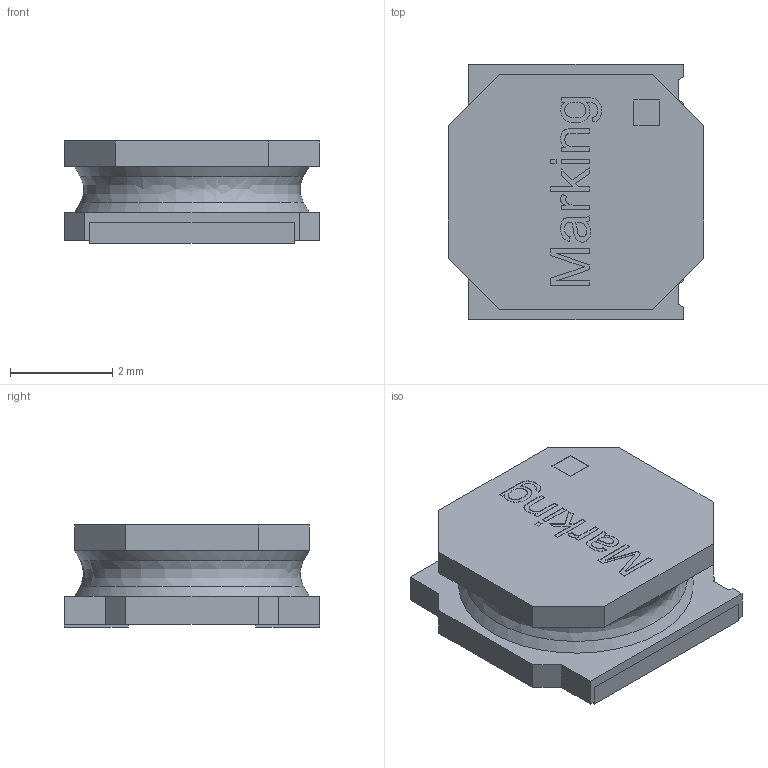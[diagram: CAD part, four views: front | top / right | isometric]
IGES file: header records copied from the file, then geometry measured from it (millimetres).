
Start section: C
Global section: file name: SWPA_5020S.igs; native system: By Siemens PLM Incorporated; preprocessor: XPlus GENERIC/IGES 17.0.49; author: Author; organization: Title; date: 20151117.160601; units: millimetre
Bounding box: 5 x 5 x 2 mm (x, y, z)
Volume: 37.3 mm3; surface area: 171.5 mm2
Topology: 4 solids, 4 shells, 140 faces, 352 edges, 233 vertices
Faces by surface type: bspline 140
